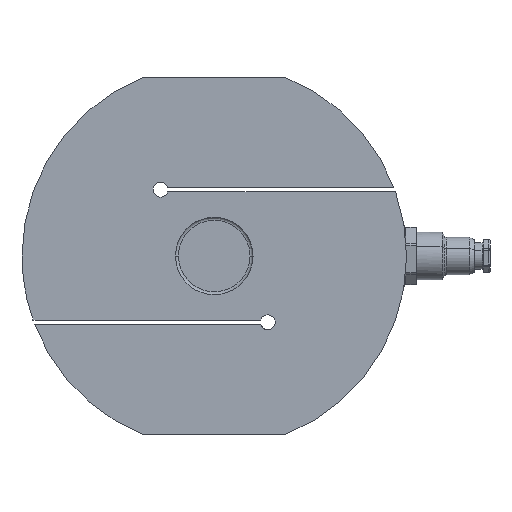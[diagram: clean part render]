
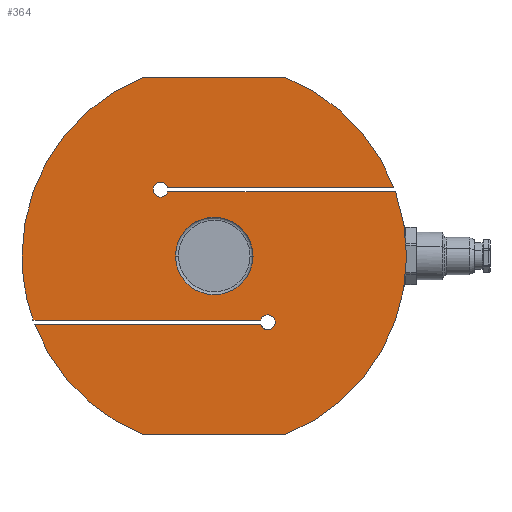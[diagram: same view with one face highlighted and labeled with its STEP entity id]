
A CAD part, front view. The second image highlights one B-rep face of the part: STEP entity #364.
In plain terms, the highlighted planar face has unit normal (0, -1, 0).
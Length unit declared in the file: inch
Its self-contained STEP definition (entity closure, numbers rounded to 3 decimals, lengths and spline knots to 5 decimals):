
#8 = VERTEX_POINT ( 'NONE', #3802 ) ;
#12 = EDGE_CURVE ( 'NONE', #2403, #3905, #2463, .T. ) ;
#47 = DIRECTION ( 'NONE',  ( 0., 1., 0. ) ) ;
#95 = VECTOR ( 'NONE', #2397, 39.37008 ) ;
#98 = DIRECTION ( 'NONE',  ( 1., 0., 0. ) ) ;
#117 = DIRECTION ( 'NONE',  ( 0., 1., 0. ) ) ;
#125 = FACE_OUTER_BOUND ( 'NONE', #1378, .T. ) ;
#203 = LINE ( 'NONE', #1499, #997 ) ;
#219 = EDGE_CURVE ( 'NONE', #2626, #3305, #2953, .T. ) ;
#284 = DIRECTION ( 'NONE',  ( -1., 0., 0. ) ) ;
#332 = CIRCLE ( 'NONE', #2963, 0.09843 ) ;
#335 = ORIENTED_EDGE ( 'NONE', *, *, #219, .T. ) ;
#364 = ADVANCED_FACE ( 'NONE', ( #3661, #125 ), #463, .T. ) ;
#396 = DIRECTION ( 'NONE',  ( 1., 0., 0. ) ) ;
#417 = DIRECTION ( 'NONE',  ( 1., 0., 0. ) ) ;
#445 = AXIS2_PLACEMENT_3D ( 'NONE', #2384, #2089, #1767 ) ;
#463 = PLANE ( 'NONE',  #3751 ) ;
#530 = DIRECTION ( 'NONE',  ( 0., 1., 0. ) ) ;
#570 = CARTESIAN_POINT ( 'NONE',  ( -2.37244, -1.08268, 1.45669 ) ) ;
#682 = EDGE_CURVE ( 'NONE', #3974, #8, #3498, .T. ) ;
#692 = CARTESIAN_POINT ( 'NONE',  ( 1.08825, -1.08268, 4.72441 ) ) ;
#736 = DIRECTION ( 'NONE',  ( 0., 1., 0. ) ) ;
#793 = VECTOR ( 'NONE', #417, 39.37008 ) ;
#795 = CARTESIAN_POINT ( 'NONE',  ( 0., -1.08268, 2.3622 ) ) ;
#827 = CARTESIAN_POINT ( 'NONE',  ( 0., -1.08268, 2.3622 ) ) ;
#877 = ORIENTED_EDGE ( 'NONE', *, *, #3202, .T. ) ;
#900 = DIRECTION ( 'NONE',  ( 1., 0., 0. ) ) ;
#920 = EDGE_CURVE ( 'NONE', #3905, #2403, #1043, .T. ) ;
#950 = EDGE_CURVE ( 'NONE', #8, #3806, #4103, .T. ) ;
#997 = VECTOR ( 'NONE', #2429, 39.37008 ) ;
#1037 = EDGE_CURVE ( 'NONE', #1038, #3316, #4053, .T. ) ;
#1038 = VERTEX_POINT ( 'NONE', #3077 ) ;
#1043 = CIRCLE ( 'NONE', #1383, 0.51181 ) ;
#1119 = DIRECTION ( 'NONE',  ( 1., 0., 0. ) ) ;
#1218 = CARTESIAN_POINT ( 'NONE',  ( -0.61477, -1.08268, 3.26772 ) ) ;
#1258 = DIRECTION ( 'NONE',  ( 0., 1., 0. ) ) ;
#1328 = EDGE_CURVE ( 'NONE', #1038, #1810, #1392, .T. ) ;
#1332 = DIRECTION ( 'NONE',  ( 0., 1., 0. ) ) ;
#1359 = ORIENTED_EDGE ( 'NONE', *, *, #1620, .T. ) ;
#1378 = EDGE_LOOP ( 'NONE', ( #2821, #335, #3784, #3222, #2649, #4009, #2430, #1624, #2489, #1359, #1744, #3683, #3488, #877 ) ) ;
#1383 = AXIS2_PLACEMENT_3D ( 'NONE', #3587, #1332, #396 ) ;
#1392 = CIRCLE ( 'NONE', #445, 0.09843 ) ;
#1414 = VERTEX_POINT ( 'NONE', #2379 ) ;
#1419 = CARTESIAN_POINT ( 'NONE',  ( 0., -1.08268, 2.3622 ) ) ;
#1485 = VERTEX_POINT ( 'NONE', #1914 ) ;
#1499 = CARTESIAN_POINT ( 'NONE',  ( -0.93187, -1.08268, 0. ) ) ;
#1537 = DIRECTION ( 'NONE',  ( 0., 1., 0. ) ) ;
#1559 = CIRCLE ( 'NONE', #2166, 2.53937 ) ;
#1560 = DIRECTION ( 'NONE',  ( 0., 1., 0. ) ) ;
#1564 = DIRECTION ( 'NONE',  ( 1., 0., 0. ) ) ;
#1620 = EDGE_CURVE ( 'NONE', #1414, #4070, #203, .T. ) ;
#1624 = ORIENTED_EDGE ( 'NONE', *, *, #3043, .F. ) ;
#1636 = CARTESIAN_POINT ( 'NONE',  ( 0.80709, -1.08268, 1.48622 ) ) ;
#1644 = CARTESIAN_POINT ( 'NONE',  ( 0., -1.08268, 2.3622 ) ) ;
#1689 = CARTESIAN_POINT ( 'NONE',  ( -2.39414, -1.08268, 1.51575 ) ) ;
#1727 = AXIS2_PLACEMENT_3D ( 'NONE', #2974, #736, #98 ) ;
#1744 = ORIENTED_EDGE ( 'NONE', *, *, #3625, .F. ) ;
#1752 = VERTEX_POINT ( 'NONE', #570 ) ;
#1757 = CARTESIAN_POINT ( 'NONE',  ( 2.39414, -1.08268, 3.20866 ) ) ;
#1763 = ORIENTED_EDGE ( 'NONE', *, *, #920, .T. ) ;
#1765 = DIRECTION ( 'NONE',  ( -1., 0., 0. ) ) ;
#1767 = DIRECTION ( 'NONE',  ( 1., 0., 0. ) ) ;
#1810 = VERTEX_POINT ( 'NONE', #1636 ) ;
#1811 = CIRCLE ( 'NONE', #3843, 2.53937 ) ;
#1814 = CARTESIAN_POINT ( 'NONE',  ( -0.51181, -1.08268, 2.3622 ) ) ;
#1894 = EDGE_CURVE ( 'NONE', #2626, #3933, #2225, .T. ) ;
#1914 = CARTESIAN_POINT ( 'NONE',  ( 0.61477, -1.08268, 1.45669 ) ) ;
#1994 = DIRECTION ( 'NONE',  ( -1., 0., 0. ) ) ;
#2070 = CARTESIAN_POINT ( 'NONE',  ( 0.70866, -1.08268, 1.48622 ) ) ;
#2089 = DIRECTION ( 'NONE',  ( 0., 1., 0. ) ) ;
#2119 = DIRECTION ( 'NONE',  ( -1., 0., 0. ) ) ;
#2166 = AXIS2_PLACEMENT_3D ( 'NONE', #2883, #1258, #284 ) ;
#2201 = CARTESIAN_POINT ( 'NONE',  ( 0.93187, -1.08268, 4.72441 ) ) ;
#2225 = CIRCLE ( 'NONE', #3624, 2.53937 ) ;
#2256 = CARTESIAN_POINT ( 'NONE',  ( -2.45276, -1.08268, 1.45669 ) ) ;
#2272 = VECTOR ( 'NONE', #4185, 39.37008 ) ;
#2379 = CARTESIAN_POINT ( 'NONE',  ( -0.93187, -1.08268, 0. ) ) ;
#2384 = CARTESIAN_POINT ( 'NONE',  ( 0.70866, -1.08268, 1.48622 ) ) ;
#2397 = DIRECTION ( 'NONE',  ( -1., 0., 0. ) ) ;
#2403 = VERTEX_POINT ( 'NONE', #3383 ) ;
#2429 = DIRECTION ( 'NONE',  ( 1., 0., 0. ) ) ;
#2430 = ORIENTED_EDGE ( 'NONE', *, *, #3373, .T. ) ;
#2463 = CIRCLE ( 'NONE', #3814, 0.51181 ) ;
#2489 = ORIENTED_EDGE ( 'NONE', *, *, #2991, .F. ) ;
#2508 = LINE ( 'NONE', #3433, #793 ) ;
#2626 = VERTEX_POINT ( 'NONE', #2201 ) ;
#2644 = EDGE_LOOP ( 'NONE', ( #3851, #1763 ) ) ;
#2649 = ORIENTED_EDGE ( 'NONE', *, *, #1037, .F. ) ;
#2658 = CARTESIAN_POINT ( 'NONE',  ( 0.93187, -1.08268, 0. ) ) ;
#2707 = CARTESIAN_POINT ( 'NONE',  ( 0., -1.08268, 2.3622 ) ) ;
#2767 = DIRECTION ( 'NONE',  ( 0., -1., 0. ) ) ;
#2821 = ORIENTED_EDGE ( 'NONE', *, *, #1894, .F. ) ;
#2837 = CIRCLE ( 'NONE', #3365, 2.53937 ) ;
#2878 = EDGE_CURVE ( 'NONE', #3082, #3305, #2915, .T. ) ;
#2883 = CARTESIAN_POINT ( 'NONE',  ( 0., -1.08268, 2.3622 ) ) ;
#2915 = CIRCLE ( 'NONE', #3633, 2.53937 ) ;
#2953 = LINE ( 'NONE', #692, #3822 ) ;
#2963 = AXIS2_PLACEMENT_3D ( 'NONE', #2070, #117, #3600 ) ;
#2974 = CARTESIAN_POINT ( 'NONE',  ( -0.70866, -1.08268, 3.23819 ) ) ;
#2991 = EDGE_CURVE ( 'NONE', #1414, #1752, #1559, .T. ) ;
#3043 = EDGE_CURVE ( 'NONE', #1752, #1485, #3175, .T. ) ;
#3062 = CARTESIAN_POINT ( 'NONE',  ( 2.37244, -1.08268, 3.26772 ) ) ;
#3077 = CARTESIAN_POINT ( 'NONE',  ( 0.61477, -1.08268, 1.51575 ) ) ;
#3082 = VERTEX_POINT ( 'NONE', #3556 ) ;
#3168 = CARTESIAN_POINT ( 'NONE',  ( 0., -1.08268, 2.3622 ) ) ;
#3175 = LINE ( 'NONE', #2256, #3781 ) ;
#3202 = EDGE_CURVE ( 'NONE', #3806, #3933, #2508, .T. ) ;
#3222 = ORIENTED_EDGE ( 'NONE', *, *, #3735, .F. ) ;
#3305 = VERTEX_POINT ( 'NONE', #3342 ) ;
#3316 = VERTEX_POINT ( 'NONE', #1689 ) ;
#3342 = CARTESIAN_POINT ( 'NONE',  ( -0.93187, -1.08268, 4.72441 ) ) ;
#3365 = AXIS2_PLACEMENT_3D ( 'NONE', #1644, #47, #3596 ) ;
#3369 = CARTESIAN_POINT ( 'NONE',  ( -2.45276, -1.08268, 1.51575 ) ) ;
#3373 = EDGE_CURVE ( 'NONE', #1810, #1485, #332, .T. ) ;
#3383 = CARTESIAN_POINT ( 'NONE',  ( 0.51181, -1.08268, 2.3622 ) ) ;
#3395 = DIRECTION ( 'NONE',  ( 0., 1., 0. ) ) ;
#3433 = CARTESIAN_POINT ( 'NONE',  ( 5.4644, -1.08268, 3.26772 ) ) ;
#3488 = ORIENTED_EDGE ( 'NONE', *, *, #950, .T. ) ;
#3498 = LINE ( 'NONE', #4148, #2272 ) ;
#3556 = CARTESIAN_POINT ( 'NONE',  ( -2.53937, -1.08268, 2.3622 ) ) ;
#3587 = CARTESIAN_POINT ( 'NONE',  ( 0., -1.08268, 2.3622 ) ) ;
#3596 = DIRECTION ( 'NONE',  ( -1., 0., 0. ) ) ;
#3600 = DIRECTION ( 'NONE',  ( 1., 0., 0. ) ) ;
#3624 = AXIS2_PLACEMENT_3D ( 'NONE', #3168, #1560, #4074 ) ;
#3625 = EDGE_CURVE ( 'NONE', #3974, #4070, #2837, .T. ) ;
#3633 = AXIS2_PLACEMENT_3D ( 'NONE', #2707, #3395, #1765 ) ;
#3661 = FACE_BOUND ( 'NONE', #2644, .T. ) ;
#3683 = ORIENTED_EDGE ( 'NONE', *, *, #682, .T. ) ;
#3735 = EDGE_CURVE ( 'NONE', #3316, #3082, #1811, .T. ) ;
#3751 = AXIS2_PLACEMENT_3D ( 'NONE', #1419, #2767, #1119 ) ;
#3781 = VECTOR ( 'NONE', #1564, 39.37008 ) ;
#3784 = ORIENTED_EDGE ( 'NONE', *, *, #2878, .F. ) ;
#3802 = CARTESIAN_POINT ( 'NONE',  ( -0.61477, -1.08268, 3.20866 ) ) ;
#3806 = VERTEX_POINT ( 'NONE', #1218 ) ;
#3814 = AXIS2_PLACEMENT_3D ( 'NONE', #827, #1537, #900 ) ;
#3822 = VECTOR ( 'NONE', #1994, 39.37008 ) ;
#3843 = AXIS2_PLACEMENT_3D ( 'NONE', #795, #530, #2119 ) ;
#3851 = ORIENTED_EDGE ( 'NONE', *, *, #12, .T. ) ;
#3905 = VERTEX_POINT ( 'NONE', #1814 ) ;
#3933 = VERTEX_POINT ( 'NONE', #3062 ) ;
#3974 = VERTEX_POINT ( 'NONE', #1757 ) ;
#4009 = ORIENTED_EDGE ( 'NONE', *, *, #1328, .T. ) ;
#4053 = LINE ( 'NONE', #3369, #95 ) ;
#4070 = VERTEX_POINT ( 'NONE', #2658 ) ;
#4074 = DIRECTION ( 'NONE',  ( -1., 0., 0. ) ) ;
#4103 = CIRCLE ( 'NONE', #1727, 0.09843 ) ;
#4148 = CARTESIAN_POINT ( 'NONE',  ( 5.4644, -1.08268, 3.20866 ) ) ;
#4185 = DIRECTION ( 'NONE',  ( -1., 0., 0. ) ) ;
